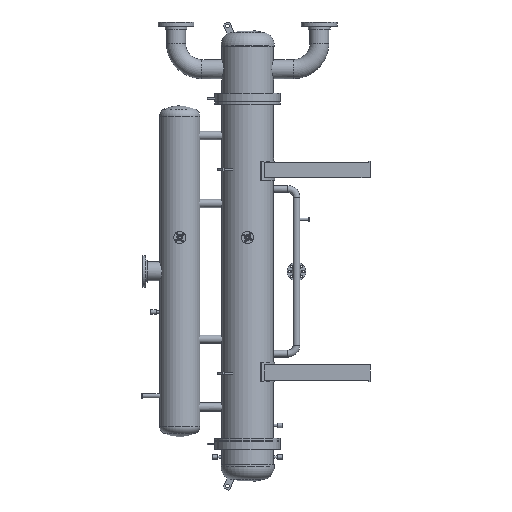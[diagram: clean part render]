
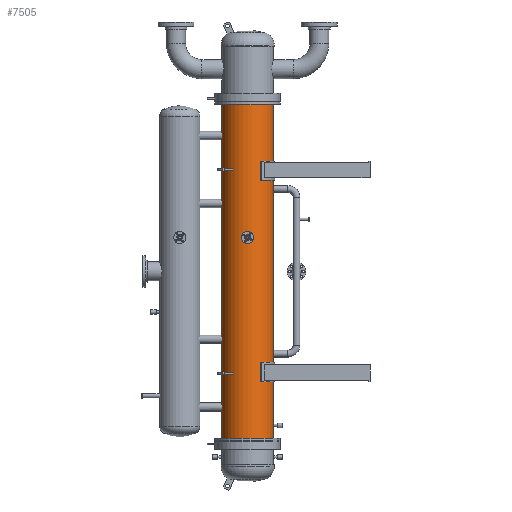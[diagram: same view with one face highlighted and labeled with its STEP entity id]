
A CAD part, left-side view. The second image highlights one B-rep face of the part: STEP entity #7505.
In plain terms, the highlighted cylindrical face has radius 228.6 mm (diameter 457.2 mm), a full revolution.
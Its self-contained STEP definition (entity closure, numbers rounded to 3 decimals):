
#370=LINE('',#11530,#652);
#371=LINE('',#11533,#653);
#652=VECTOR('',#9135,170.);
#653=VECTOR('',#9138,170.);
#935=FACE_BOUND('',#2149,.T.);
#936=FACE_BOUND('',#2150,.T.);
#1628=FACE_OUTER_BOUND('',#2148,.T.);
#2148=EDGE_LOOP('',(#5503));
#2149=EDGE_LOOP('',(#5504,#5505,#5506,#5507));
#2150=EDGE_LOOP('',(#5508));
#3360=CIRCLE('',#8069,228.6);
#3361=CIRCLE('',#8070,228.6);
#3362=CIRCLE('',#8071,228.6);
#3363=CIRCLE('',#8072,228.6);
#3895=VERTEX_POINT('',#11524);
#3896=VERTEX_POINT('',#11526);
#3897=VERTEX_POINT('',#11527);
#3898=VERTEX_POINT('',#11529);
#3899=VERTEX_POINT('',#11531);
#3900=VERTEX_POINT('',#11534);
#4645=EDGE_CURVE('',#3895,#3895,#3360,.T.);
#4646=EDGE_CURVE('',#3896,#3897,#3361,.T.);
#4647=EDGE_CURVE('',#3897,#3898,#370,.T.);
#4648=EDGE_CURVE('',#3898,#3899,#3362,.T.);
#4649=EDGE_CURVE('',#3899,#3896,#371,.T.);
#4650=EDGE_CURVE('',#3900,#3900,#3363,.T.);
#5503=ORIENTED_EDGE('',*,*,#4645,.F.);
#5504=ORIENTED_EDGE('',*,*,#4646,.T.);
#5505=ORIENTED_EDGE('',*,*,#4647,.T.);
#5506=ORIENTED_EDGE('',*,*,#4648,.T.);
#5507=ORIENTED_EDGE('',*,*,#4649,.T.);
#5508=ORIENTED_EDGE('',*,*,#4650,.F.);
#7218=CYLINDRICAL_SURFACE('',#8068,228.6);
#7505=ADVANCED_FACE('',(#1628,#935,#936),#7218,.T.);
#8068=AXIS2_PLACEMENT_3D('',#11523,#9129,#9130);
#8069=AXIS2_PLACEMENT_3D('',#11525,#9131,#9132);
#8070=AXIS2_PLACEMENT_3D('',#11528,#9133,#9134);
#8071=AXIS2_PLACEMENT_3D('',#11532,#9136,#9137);
#8072=AXIS2_PLACEMENT_3D('',#11535,#9139,#9140);
#9129=DIRECTION('center_axis',(0.,0.,-1.));
#9130=DIRECTION('ref_axis',(-1.,0.,0.));
#9131=DIRECTION('center_axis',(0.,0.,1.));
#9132=DIRECTION('ref_axis',(-1.,0.,0.));
#9133=DIRECTION('center_axis',(0.,0.,-1.));
#9134=DIRECTION('ref_axis',(-1.,0.,0.));
#9135=DIRECTION('',(0.,0.,1.));
#9136=DIRECTION('center_axis',(0.,0.,1.));
#9137=DIRECTION('ref_axis',(-1.,0.,0.));
#9138=DIRECTION('',(0.,0.,-1.));
#9139=DIRECTION('center_axis',(0.,0.,-1.));
#9140=DIRECTION('ref_axis',(-1.,0.,0.));
#11523=CARTESIAN_POINT('Origin',(0.,0.,0.));
#11524=CARTESIAN_POINT('',(-228.6,0.,1500.));
#11525=CARTESIAN_POINT('Origin',(0.,0.,1500.));
#11526=CARTESIAN_POINT('',(197.973,-114.3,805.));
#11527=CARTESIAN_POINT('',(-197.973,-114.3,805.));
#11528=CARTESIAN_POINT('Origin',(0.,0.,805.));
#11529=CARTESIAN_POINT('',(-197.973,-114.3,975.));
#11530=CARTESIAN_POINT('',(-197.973,-114.3,0.));
#11531=CARTESIAN_POINT('',(197.973,-114.3,975.));
#11532=CARTESIAN_POINT('Origin',(0.,0.,975.));
#11533=CARTESIAN_POINT('',(197.973,-114.3,0.));
#11534=CARTESIAN_POINT('',(-228.6,0.,-1500.));
#11535=CARTESIAN_POINT('Origin',(0.,0.,-1500.));
